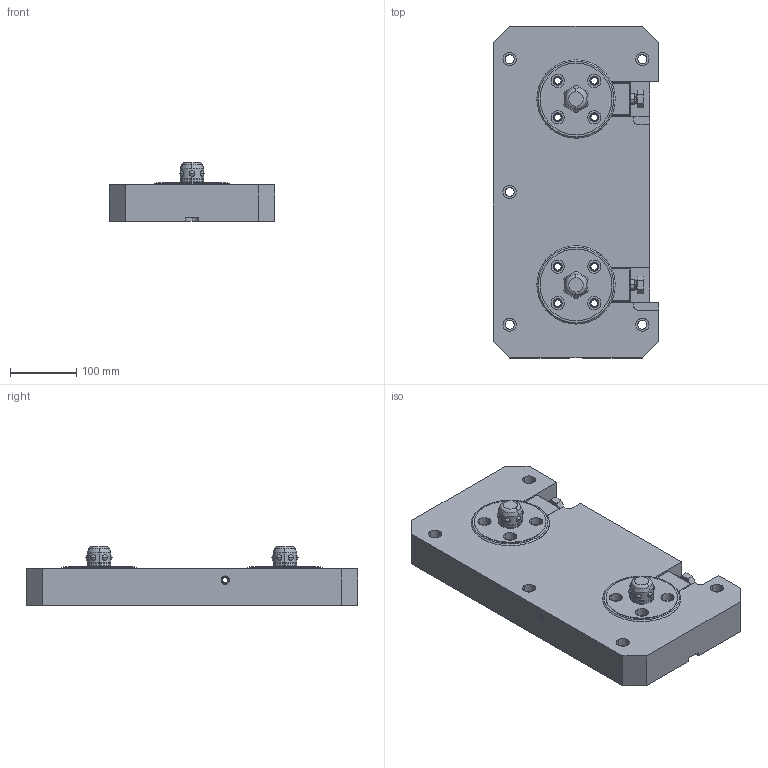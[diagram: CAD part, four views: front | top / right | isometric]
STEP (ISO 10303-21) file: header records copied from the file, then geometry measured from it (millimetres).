
FILE_DESCRIPTION((''),'2;1');
FILE_NAME('EH1990125.stp','2003-08-28T16:24:17',('Grof'),(''),'Autodesk Inventor (tm) 4.0','Autodesk Inventor (tm) 4.0','');
FILE_SCHEMA(('CONFIG_CONTROL_DESIGN'));
Length unit declared in the file: inch
Products named in the file (6): EH1990125; PRODUCT_NAME_2; PRODUCT_NAME_3; PRODUCT_NAME_4; PRODUCT_NAME_5; PRODUCT_NAME_6
Assembly tree (5 placements, depth 2):
  EH1990125
    PRODUCT_NAME_2
    PRODUCT_NAME_3
    PRODUCT_NAME_4
    PRODUCT_NAME_5
    PRODUCT_NAME_6
Bounding box: 250 x 500 x 88.5 mm (x, y, z)
Volume: 6313448.9 mm3; surface area: 492953.8 mm2
Topology: 5 solids, 5 shells, 2818 faces, 6187 edges, 3386 vertices
Faces by surface type: cone 1248, cylinder 794, torus 624, plane 128, sphere 24
Entity records: 77972 total; most frequent: DIRECTION 15513, CARTESIAN_POINT 13458, ORIENTED_EDGE 12302, AXIS2_PLACEMENT_3D 6621, EDGE_CURVE 6151, CIRCLE 3792, VERTEX_POINT 3374, EDGE_LOOP 2897
